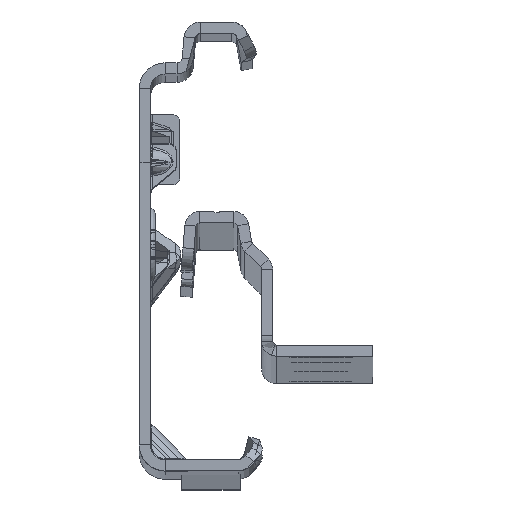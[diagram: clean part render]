
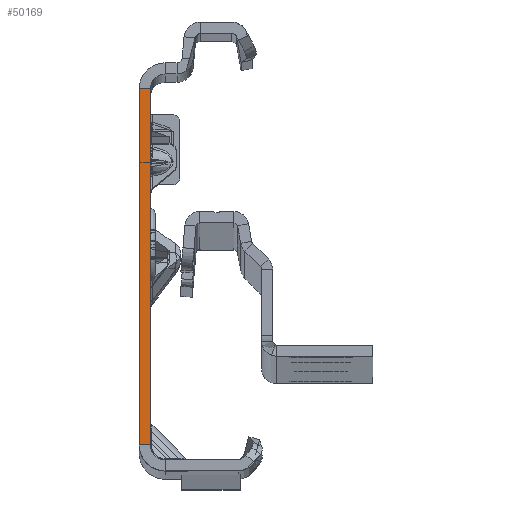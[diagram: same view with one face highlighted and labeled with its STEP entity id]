
A CAD part, top view. The second image highlights one B-rep face of the part: STEP entity #50169.
In plain terms, the highlighted planar face has unit normal (0, 0, 1).
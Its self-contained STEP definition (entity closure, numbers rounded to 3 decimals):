
#989 = CARTESIAN_POINT ( 'NONE',  ( -1.5, -25.865, 0. ) ) ;
#1515 = DIRECTION ( 'NONE',  ( 1., 0., 0. ) ) ;
#4018 = VECTOR ( 'NONE', #51827, 1000. ) ;
#5180 = CARTESIAN_POINT ( 'NONE',  ( 0., -27.865, 0. ) ) ;
#5992 = AXIS2_PLACEMENT_3D ( 'NONE', #30569, #17757, #1515 ) ;
#6207 = EDGE_CURVE ( 'NONE', #35010, #10370, #18032, .T. ) ;
#6932 = DIRECTION ( 'NONE',  ( -1., 0., 0. ) ) ;
#7465 = CARTESIAN_POINT ( 'NONE',  ( 0., -25.865, 0. ) ) ;
#8120 = VERTEX_POINT ( 'NONE', #13516 ) ;
#10069 = CARTESIAN_POINT ( 'NONE',  ( 0., 22.135, 0. ) ) ;
#10370 = VERTEX_POINT ( 'NONE', #24890 ) ;
#13516 = CARTESIAN_POINT ( 'NONE',  ( -1.5, 22.135, 0. ) ) ;
#13561 = PLANE ( 'NONE',  #5992 ) ;
#14824 = VERTEX_POINT ( 'NONE', #989 ) ;
#17757 = DIRECTION ( 'NONE',  ( 0., 0., 1. ) ) ;
#18032 = LINE ( 'NONE', #5180, #4018 ) ;
#19543 = ORIENTED_EDGE ( 'NONE', *, *, #39762, .T. ) ;
#21162 = CARTESIAN_POINT ( 'NONE',  ( -1.5, -27.865, 0. ) ) ;
#21545 = CARTESIAN_POINT ( 'NONE',  ( 0., 22.135, 0. ) ) ;
#24890 = CARTESIAN_POINT ( 'NONE',  ( 0., -25.865, 0. ) ) ;
#25596 = DIRECTION ( 'NONE',  ( 0., -1., 0. ) ) ;
#26004 = ORIENTED_EDGE ( 'NONE', *, *, #48745, .F. ) ;
#26825 = LINE ( 'NONE', #10069, #44795 ) ;
#28406 = LINE ( 'NONE', #7465, #37993 ) ;
#30569 = CARTESIAN_POINT ( 'NONE',  ( -1.5, -27.865, 0. ) ) ;
#31577 = DIRECTION ( 'NONE',  ( -1., 0., 0. ) ) ;
#32294 = VECTOR ( 'NONE', #25596, 1000. ) ;
#35010 = VERTEX_POINT ( 'NONE', #21545 ) ;
#37993 = VECTOR ( 'NONE', #6932, 1000. ) ;
#39188 = EDGE_CURVE ( 'NONE', #35010, #8120, #26825, .T. ) ;
#39762 = EDGE_CURVE ( 'NONE', #8120, #14824, #47168, .T. ) ;
#39937 = ORIENTED_EDGE ( 'NONE', *, *, #39188, .T. ) ;
#43611 = EDGE_LOOP ( 'NONE', ( #51335, #39937, #19543, #26004 ) ) ;
#44311 = FACE_OUTER_BOUND ( 'NONE', #43611, .T. ) ;
#44795 = VECTOR ( 'NONE', #31577, 1000. ) ;
#47168 = LINE ( 'NONE', #21162, #32294 ) ;
#48745 = EDGE_CURVE ( 'NONE', #10370, #14824, #28406, .T. ) ;
#50169 = ADVANCED_FACE ( 'NONE', ( #44311 ), #13561, .T. ) ;
#51335 = ORIENTED_EDGE ( 'NONE', *, *, #6207, .F. ) ;
#51827 = DIRECTION ( 'NONE',  ( 0., -1., 0. ) ) ;
